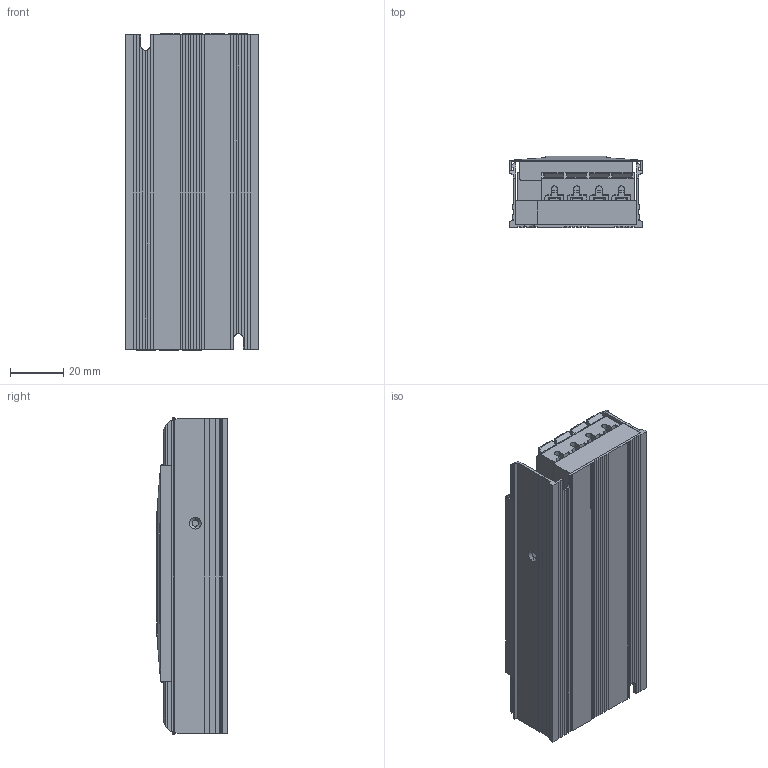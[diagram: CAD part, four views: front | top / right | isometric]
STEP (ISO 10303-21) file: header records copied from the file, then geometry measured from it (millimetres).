
FILE_DESCRIPTION (( 'STEP AP214' ), '1' );
FILE_NAME ('CDKL-G-60总装.STEP', '2025-04-29T03:35:27', ( '万丰电脑' ), ( '电话：0577-62733550' ), 'SwSTEP 2.0', 'SolidWorks 2020', '' );
FILE_SCHEMA (( 'AUTOMOTIVE_DESIGN' ));
Length unit declared in the file: millimetre
Products named in the file (6): CDKL-G-3弇傷赽; CDKL-G-60軞蚾; CDKL-G-4弇傷赽; CDKL-G-60裔; 蝶結60-100; CDKL-G-60菁
Assembly tree (6 placements, depth 2):
  CDKL-G-60軞蚾
    CDKL-G-60菁
    CDKL-G-60裔
    CDKL-G-3弇傷赽
    CDKL-G-4弇傷赽
    蝶結60-100  x2
Bounding box: 49.5 x 26.5 x 118.7 mm (x, y, z)
Volume: 30399.4 mm3; surface area: 45135.9 mm2
Topology: 6 solids, 6 shells, 534 faces, 1450 edges, 949 vertices
Faces by surface type: plane 483, cylinder 49, cone 2
Entity records: 21662 total; most frequent: CARTESIAN_POINT 2946, ORIENTED_EDGE 2828, DIRECTION 2556, EDGE_CURVE 1414, LINE 1278, VECTOR 1278, VERTEX_POINT 925, AXIS2_PLACEMENT_3D 639
